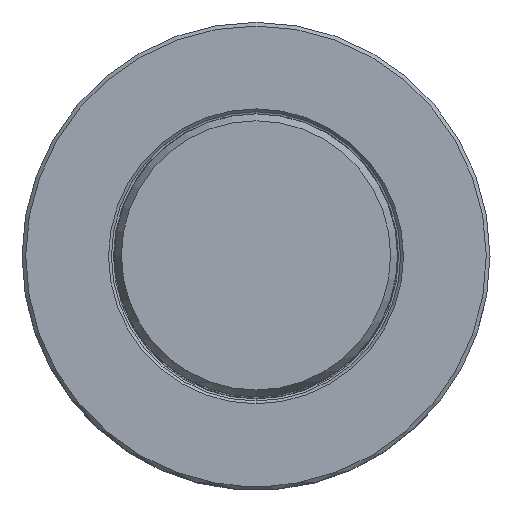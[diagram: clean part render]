
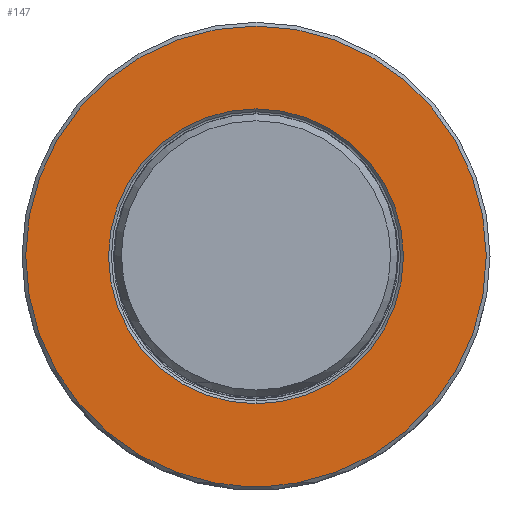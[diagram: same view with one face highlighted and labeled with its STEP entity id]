
A CAD part, top view. The second image highlights one B-rep face of the part: STEP entity #147.
In plain terms, the highlighted planar face has unit normal (0, 0, 1).
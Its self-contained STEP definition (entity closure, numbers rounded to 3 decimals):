
#28=FACE_BOUND('',#293,.T.);
#29=FACE_BOUND('',#294,.T.);
#33=PLANE('',#1218);
#147=ADVANCED_FACE('',(#28,#29),#33,.T.);
#293=EDGE_LOOP('',(#496,#497,#498));
#294=EDGE_LOOP('',(#499,#500));
#496=ORIENTED_EDGE('',*,*,#755,.F.);
#497=ORIENTED_EDGE('',*,*,#758,.F.);
#498=ORIENTED_EDGE('',*,*,#757,.F.);
#499=ORIENTED_EDGE('',*,*,#759,.F.);
#500=ORIENTED_EDGE('',*,*,#760,.F.);
#636=VERTEX_POINT('',#2360);
#637=VERTEX_POINT('',#2362);
#638=VERTEX_POINT('',#2371);
#639=VERTEX_POINT('',#2375);
#640=VERTEX_POINT('',#2376);
#755=EDGE_CURVE('',#636,#637,#903,.T.);
#757=EDGE_CURVE('',#637,#638,#904,.T.);
#758=EDGE_CURVE('',#638,#636,#905,.T.);
#759=EDGE_CURVE('',#639,#640,#906,.T.);
#760=EDGE_CURVE('',#640,#639,#907,.T.);
#903=CIRCLE('',#1211,31.);
#904=CIRCLE('',#1213,31.);
#905=CIRCLE('',#1214,31.);
#906=CIRCLE('',#1216,19.85);
#907=CIRCLE('',#1217,19.85);
#1211=AXIS2_PLACEMENT_3D('',#2361,#1482,#1483);
#1213=AXIS2_PLACEMENT_3D('',#2370,#1486,#1487);
#1214=AXIS2_PLACEMENT_3D('',#2372,#1488,#1489);
#1216=AXIS2_PLACEMENT_3D('',#2374,#1492,#1493);
#1217=AXIS2_PLACEMENT_3D('',#2377,#1494,#1495);
#1218=AXIS2_PLACEMENT_3D('',#2378,#1496,#1497);
#1482=DIRECTION('',(0.,0.,-1.));
#1483=DIRECTION('',(0.179,-0.984,0.));
#1486=DIRECTION('',(0.,0.,-1.));
#1487=DIRECTION('',(-0.179,-0.984,0.));
#1488=DIRECTION('',(0.,0.,-1.));
#1489=DIRECTION('',(0.,1.,0.));
#1492=DIRECTION('',(0.,0.,1.));
#1493=DIRECTION('',(0.,-1.,0.));
#1494=DIRECTION('',(0.,0.,1.));
#1495=DIRECTION('',(0.,1.,0.));
#1496=DIRECTION('',(0.,0.,1.));
#1497=DIRECTION('',(0.,1.,0.));
#2360=CARTESIAN_POINT('',(5.545,-30.5,0.));
#2361=CARTESIAN_POINT('',(0.,0.,0.));
#2362=CARTESIAN_POINT('',(-5.545,-30.5,0.));
#2370=CARTESIAN_POINT('',(0.,0.,0.));
#2371=CARTESIAN_POINT('',(0.,31.,0.));
#2372=CARTESIAN_POINT('',(0.,0.,0.));
#2374=CARTESIAN_POINT('',(0.,0.,0.));
#2375=CARTESIAN_POINT('',(0.,-19.85,0.));
#2376=CARTESIAN_POINT('',(0.,19.85,0.));
#2377=CARTESIAN_POINT('',(0.,0.,0.));
#2378=CARTESIAN_POINT('',(0.,0.,0.));
